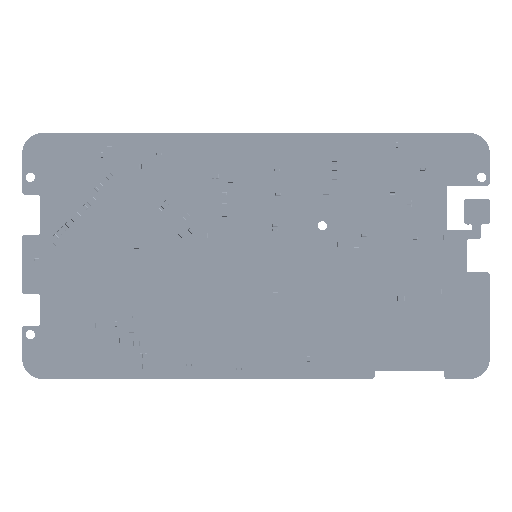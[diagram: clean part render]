
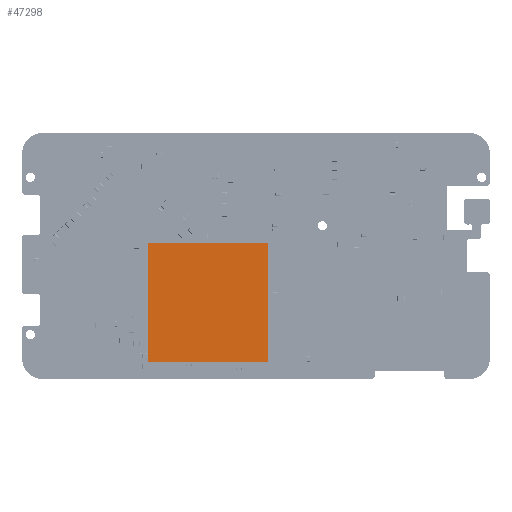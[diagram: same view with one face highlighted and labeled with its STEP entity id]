
A CAD part, top view. The second image highlights one B-rep face of the part: STEP entity #47298.
In plain terms, the highlighted planar face has unit normal (0, 0, 1).
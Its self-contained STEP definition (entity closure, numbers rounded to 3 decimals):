
#46984 = VERTEX_POINT('',#46985);
#46985 = CARTESIAN_POINT('',(-11.702,11.702,1.6));
#46992 = PLANE('',#46993);
#46993 = AXIS2_PLACEMENT_3D('',#46994,#46995,#46996);
#46994 = CARTESIAN_POINT('',(-11.702,11.702,0.));
#46995 = DIRECTION('',(0.,1.,0.));
#46996 = DIRECTION('',(1.,0.,0.));
#47004 = PLANE('',#47005);
#47005 = AXIS2_PLACEMENT_3D('',#47006,#47007,#47008);
#47006 = CARTESIAN_POINT('',(-11.702,-11.702,0.));
#47007 = DIRECTION('',(-1.,0.,0.));
#47008 = DIRECTION('',(0.,1.,0.));
#47016 = EDGE_CURVE('',#46984,#47017,#47019,.T.);
#47017 = VERTEX_POINT('',#47018);
#47018 = CARTESIAN_POINT('',(11.702,11.702,1.6));
#47019 = SURFACE_CURVE('',#47020,(#47024,#47031),.PCURVE_S1.);
#47020 = LINE('',#47021,#47022);
#47021 = CARTESIAN_POINT('',(-11.702,11.702,1.6));
#47022 = VECTOR('',#47023,1.);
#47023 = DIRECTION('',(1.,0.,0.));
#47024 = PCURVE('',#46992,#47025);
#47025 = DEFINITIONAL_REPRESENTATION('',(#47026),#47030);
#47026 = LINE('',#47027,#47028);
#47027 = CARTESIAN_POINT('',(0.,-1.6));
#47028 = VECTOR('',#47029,1.);
#47029 = DIRECTION('',(1.,0.));
#47030 = ( GEOMETRIC_REPRESENTATION_CONTEXT(2) 
PARAMETRIC_REPRESENTATION_CONTEXT() REPRESENTATION_CONTEXT('2D SPACE',''
  ) );
#47031 = PCURVE('',#47032,#47037);
#47032 = PLANE('',#47033);
#47033 = AXIS2_PLACEMENT_3D('',#47034,#47035,#47036);
#47034 = CARTESIAN_POINT('',(-11.702,11.702,1.6));
#47035 = DIRECTION('',(0.,0.,1.));
#47036 = DIRECTION('',(1.,0.,0.));
#47037 = DEFINITIONAL_REPRESENTATION('',(#47038),#47042);
#47038 = LINE('',#47039,#47040);
#47039 = CARTESIAN_POINT('',(0.,0.));
#47040 = VECTOR('',#47041,1.);
#47041 = DIRECTION('',(1.,0.));
#47042 = ( GEOMETRIC_REPRESENTATION_CONTEXT(2) 
PARAMETRIC_REPRESENTATION_CONTEXT() REPRESENTATION_CONTEXT('2D SPACE',''
  ) );
#47060 = PLANE('',#47061);
#47061 = AXIS2_PLACEMENT_3D('',#47062,#47063,#47064);
#47062 = CARTESIAN_POINT('',(11.702,11.702,0.));
#47063 = DIRECTION('',(1.,0.,0.));
#47064 = DIRECTION('',(0.,-1.,0.));
#47102 = EDGE_CURVE('',#47017,#47103,#47105,.T.);
#47103 = VERTEX_POINT('',#47104);
#47104 = CARTESIAN_POINT('',(11.702,-11.702,1.6));
#47105 = SURFACE_CURVE('',#47106,(#47110,#47117),.PCURVE_S1.);
#47106 = LINE('',#47107,#47108);
#47107 = CARTESIAN_POINT('',(11.702,11.702,1.6));
#47108 = VECTOR('',#47109,1.);
#47109 = DIRECTION('',(0.,-1.,0.));
#47110 = PCURVE('',#47060,#47111);
#47111 = DEFINITIONAL_REPRESENTATION('',(#47112),#47116);
#47112 = LINE('',#47113,#47114);
#47113 = CARTESIAN_POINT('',(0.,-1.6));
#47114 = VECTOR('',#47115,1.);
#47115 = DIRECTION('',(1.,0.));
#47116 = ( GEOMETRIC_REPRESENTATION_CONTEXT(2) 
PARAMETRIC_REPRESENTATION_CONTEXT() REPRESENTATION_CONTEXT('2D SPACE',''
  ) );
#47117 = PCURVE('',#47032,#47118);
#47118 = DEFINITIONAL_REPRESENTATION('',(#47119),#47123);
#47119 = LINE('',#47120,#47121);
#47120 = CARTESIAN_POINT('',(23.403,0.));
#47121 = VECTOR('',#47122,1.);
#47122 = DIRECTION('',(0.,-1.));
#47123 = ( GEOMETRIC_REPRESENTATION_CONTEXT(2) 
PARAMETRIC_REPRESENTATION_CONTEXT() REPRESENTATION_CONTEXT('2D SPACE',''
  ) );
#47141 = PLANE('',#47142);
#47142 = AXIS2_PLACEMENT_3D('',#47143,#47144,#47145);
#47143 = CARTESIAN_POINT('',(11.702,-11.702,0.));
#47144 = DIRECTION('',(0.,-1.,0.));
#47145 = DIRECTION('',(-1.,0.,0.));
#47178 = EDGE_CURVE('',#47103,#47179,#47181,.T.);
#47179 = VERTEX_POINT('',#47180);
#47180 = CARTESIAN_POINT('',(-11.702,-11.702,1.6));
#47181 = SURFACE_CURVE('',#47182,(#47186,#47193),.PCURVE_S1.);
#47182 = LINE('',#47183,#47184);
#47183 = CARTESIAN_POINT('',(11.702,-11.702,1.6));
#47184 = VECTOR('',#47185,1.);
#47185 = DIRECTION('',(-1.,0.,0.));
#47186 = PCURVE('',#47141,#47187);
#47187 = DEFINITIONAL_REPRESENTATION('',(#47188),#47192);
#47188 = LINE('',#47189,#47190);
#47189 = CARTESIAN_POINT('',(0.,-1.6));
#47190 = VECTOR('',#47191,1.);
#47191 = DIRECTION('',(1.,0.));
#47192 = ( GEOMETRIC_REPRESENTATION_CONTEXT(2) 
PARAMETRIC_REPRESENTATION_CONTEXT() REPRESENTATION_CONTEXT('2D SPACE',''
  ) );
#47193 = PCURVE('',#47032,#47194);
#47194 = DEFINITIONAL_REPRESENTATION('',(#47195),#47199);
#47195 = LINE('',#47196,#47197);
#47196 = CARTESIAN_POINT('',(23.403,-23.403));
#47197 = VECTOR('',#47198,1.);
#47198 = DIRECTION('',(-1.,0.));
#47199 = ( GEOMETRIC_REPRESENTATION_CONTEXT(2) 
PARAMETRIC_REPRESENTATION_CONTEXT() REPRESENTATION_CONTEXT('2D SPACE',''
  ) );
#47249 = EDGE_CURVE('',#47179,#46984,#47250,.T.);
#47250 = SURFACE_CURVE('',#47251,(#47255,#47262),.PCURVE_S1.);
#47251 = LINE('',#47252,#47253);
#47252 = CARTESIAN_POINT('',(-11.702,-11.702,1.6));
#47253 = VECTOR('',#47254,1.);
#47254 = DIRECTION('',(0.,1.,0.));
#47255 = PCURVE('',#47004,#47256);
#47256 = DEFINITIONAL_REPRESENTATION('',(#47257),#47261);
#47257 = LINE('',#47258,#47259);
#47258 = CARTESIAN_POINT('',(0.,-1.6));
#47259 = VECTOR('',#47260,1.);
#47260 = DIRECTION('',(1.,0.));
#47261 = ( GEOMETRIC_REPRESENTATION_CONTEXT(2) 
PARAMETRIC_REPRESENTATION_CONTEXT() REPRESENTATION_CONTEXT('2D SPACE',''
  ) );
#47262 = PCURVE('',#47032,#47263);
#47263 = DEFINITIONAL_REPRESENTATION('',(#47264),#47268);
#47264 = LINE('',#47265,#47266);
#47265 = CARTESIAN_POINT('',(0.,-23.403));
#47266 = VECTOR('',#47267,1.);
#47267 = DIRECTION('',(0.,1.));
#47268 = ( GEOMETRIC_REPRESENTATION_CONTEXT(2) 
PARAMETRIC_REPRESENTATION_CONTEXT() REPRESENTATION_CONTEXT('2D SPACE',''
  ) );
#47298 = ADVANCED_FACE('',(#47299),#47032,.T.);
#47299 = FACE_BOUND('',#47300,.F.);
#47300 = EDGE_LOOP('',(#47301,#47302,#47303,#47304));
#47301 = ORIENTED_EDGE('',*,*,#47016,.T.);
#47302 = ORIENTED_EDGE('',*,*,#47102,.T.);
#47303 = ORIENTED_EDGE('',*,*,#47178,.T.);
#47304 = ORIENTED_EDGE('',*,*,#47249,.T.);
